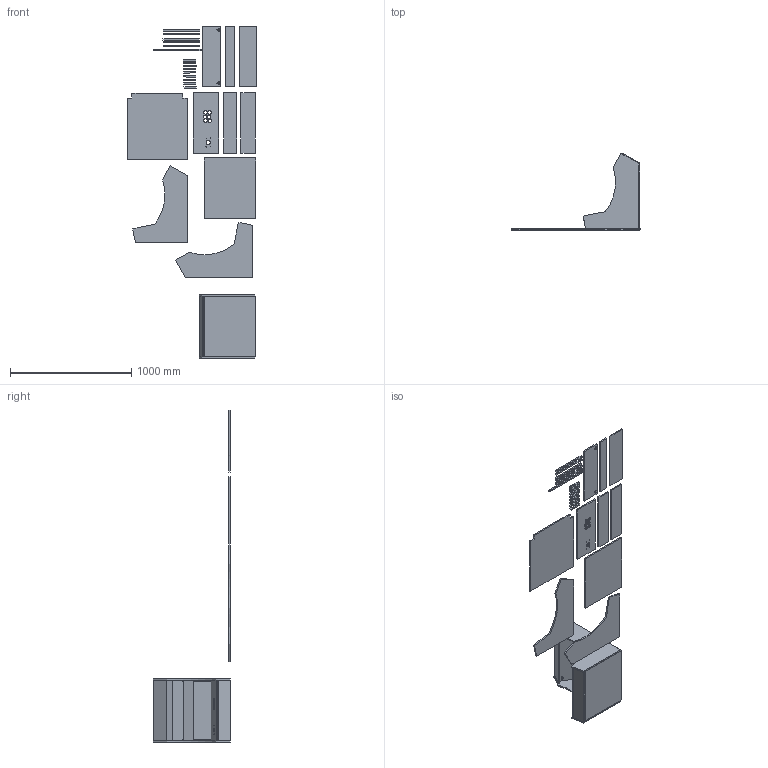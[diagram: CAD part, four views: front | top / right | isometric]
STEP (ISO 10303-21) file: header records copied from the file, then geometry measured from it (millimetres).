
FILE_DESCRIPTION(/* description */ (''),/* implementation_level */ '2;1');
FILE_NAME(/* name */ 'BartopCNCDesign(Project1) v1.step',/* time_stamp */ '2018-10-25T11:44:04+11:00',/* author */ ('berkay-atala'),/* organization */ (''),/* preprocessor_version */ 'ST-DEVELOPER v17.2',/* originating_system */ 'Autodesk Translation Framework v7.6.0.251',/* authorisation */ '');
FILE_SCHEMA (('AUTOMOTIVE_DESIGN { 1 0 10303 214 3 1 1 }'));
Length unit declared in the file: millimetre
Products named in the file (29): BartopCNCDesign(Project1); 3DModel; CamLayout; RightSide; CPFront; ScreenMount; CPTop; Bottom; SpeakerPanel; Marque; Back; Top; LeftSide; Dowel(CP); Dowel(Top); Dowel(Back); Dowel(ScreenSupport); Dowel(ScreenMount); Dowel(CPTop); Dowel(Top1); Dowel(CPTop1; Dowel(Back3); Dowel(Bottom); Dowel(LeftSide); Dowel(ScreenMount1); Dowel(ScreenSupport1); Dowel(Back2); Dowel(SpeakerPanel); Dowel(SpeakerPanel) (1)
Assembly tree (54 placements, depth 3):
  BartopCNCDesign(Project1)
    3DModel
      RightSide
      CPFront
      ScreenMount
      CPTop
      Bottom
      SpeakerPanel
      Marque
      Back
      Top
      LeftSide
      Dowel(CP)
      Dowel(Top)
      Dowel(Back)
      Dowel(ScreenSupport)
      Dowel(ScreenMount)
      Dowel(CPTop)
      Dowel(Top1)
      Dowel(CPTop1
      Dowel(Back3)
      Dowel(Bottom)
      Dowel(LeftSide)
      Dowel(ScreenMount1)
      Dowel(ScreenSupport1)
      Dowel(Back2)
      Dowel(SpeakerPanel)
      Dowel(SpeakerPanel) (1)
    CamLayout
      RightSide
      CPFront
      ScreenMount
      CPTop
      Bottom
      SpeakerPanel
      Marque
      Back
      Top
      LeftSide
      Dowel(CP)
      Dowel(Top)
      Dowel(Back)
      Dowel(ScreenSupport)
      Dowel(ScreenMount)
      Dowel(CPTop)
      Dowel(Top1)
      Dowel(CPTop1
      Dowel(Back3)
      Dowel(Bottom)
      Dowel(LeftSide)
      Dowel(ScreenMount1)
      Dowel(ScreenSupport1)
      Dowel(Back2)
      Dowel(SpeakerPanel)
      Dowel(SpeakerPanel) (1)
Bounding box: 1072.15 x 638.3 x 2741.97 mm (x, y, z)
Volume: 28295409.3 mm3; surface area: 5449677.1 mm2
Topology: 52 solids, 52 shells, 372 faces, 804 edges, 536 vertices
Faces by surface type: plane 334, cylinder 38
Full cylindrical faces by diameter (mm): 4 x8, 10 x12, 29 x12, 35 x2
Entity records: 6160 total; most frequent: DIRECTION 978, CARTESIAN_POINT 939, ORIENTED_EDGE 804, EDGE_CURVE 402, LINE 364, VECTOR 364, AXIS2_PLACEMENT_3D 307, VERTEX_POINT 268
